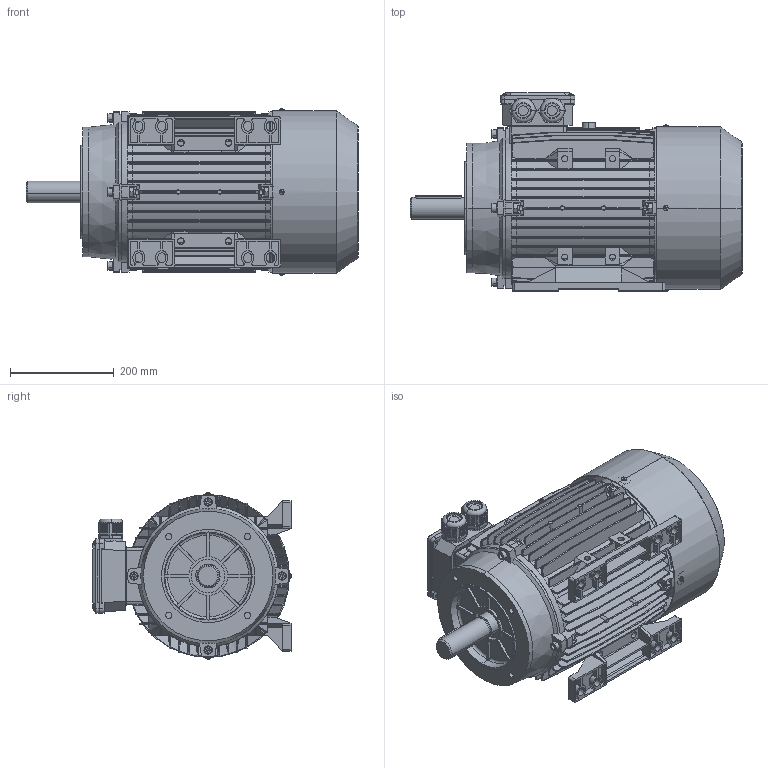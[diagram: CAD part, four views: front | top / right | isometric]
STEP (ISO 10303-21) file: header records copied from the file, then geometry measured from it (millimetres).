
FILE_DESCRIPTION (( 'STEP AP203' ), '1' );
FILE_NAME ('MS160 B34.STEP', '2015-01-09T01:27:03', ( 'USER' ), ( 'MS' ), 'SwSTEP 2.0', 'SolidWorks 2008', '' );
FILE_SCHEMA (( 'CONFIG_CONTROL_DESIGN' ));
Products named in the file (14): 160风叶_默认; MS160 风罩_默认; Hexagon socket head cap screws GB_GB_FASTENER_SCREWS_HSHCS M10X45-N; MS160 B14盖_默认; Hexagon nuts grade C GB_GB_FASTENER_NUT_SNC1 M10-N; MS160 B34; 160机壳_默认; 160转轴_默认; 160 后盖_默认; MS160 新接线盒盖_默认; MS160 新接线盒座_默认; 180出线螺杆_默认; Cross recessed thread forming screws GB_GB_CROSS_SCREWS_TYPE138 M5X12-N; MS160 底脚_默认
Assembly tree (36 placements, depth 2):
  MS160 B34
    Hexagon socket head cap screws GB_GB_FASTENER_SCREWS_HSHCS M10X45-N  x8
    160 后盖_默认
    MS160 新接线盒盖_默认
    Cross recessed thread forming screws GB_GB_CROSS_SCREWS_TYPE138 M5X12-N  x8
    Hexagon nuts grade C GB_GB_FASTENER_NUT_SNC1 M10-N  x8
    160风叶_默认
    MS160 底脚_默认  x2
    180出线螺杆_默认  x2
    MS160 风罩_默认
    MS160 新接线盒座_默认
    160转轴_默认
    MS160 B14盖_默认
    160机壳_默认
Bounding box: 640.99 x 383.67 x 321.34 mm (x, y, z)
Volume: 6279781.6 mm3; surface area: 2594269 mm2
Topology: 36 solids, 36 shells, 4914 faces, 13207 edges, 8452 vertices
Faces by surface type: plane 3036, cylinder 1243, bspline 280, cone 238, torus 101, sphere 16
Entity records: 142392 total; most frequent: CARTESIAN_POINT 37263, ORIENTED_EDGE 22524, DIRECTION 19633, EDGE_CURVE 11262, LINE 7905, VECTOR 7905, VERTEX_POINT 7211, AXIS2_PLACEMENT_3D 5864
